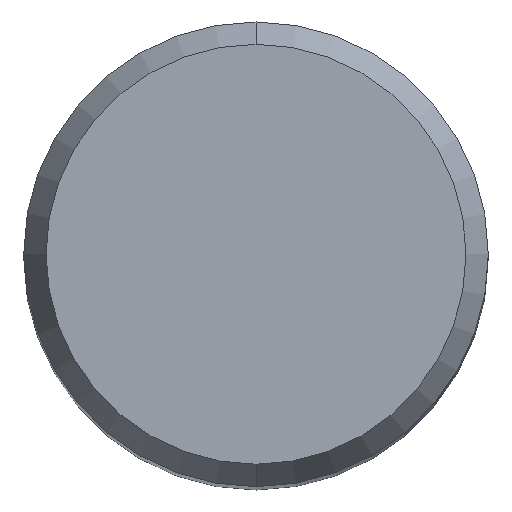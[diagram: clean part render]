
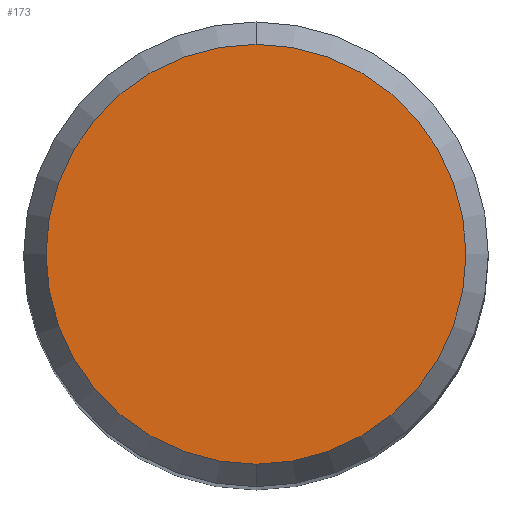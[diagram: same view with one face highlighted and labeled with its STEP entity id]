
A CAD part, top view. The second image highlights one B-rep face of the part: STEP entity #173.
In plain terms, the highlighted planar face has unit normal (0, 0, 1).
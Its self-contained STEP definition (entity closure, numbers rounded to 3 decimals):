
#103=EDGE_CURVE('',#165,#193,#256,.T.);
#131=EDGE_CURVE('',#193,#165,#288,.T.);
#165=VERTEX_POINT('',#327);
#173=ADVANCED_FACE('',(#335),#336,.T.);
#193=VERTEX_POINT('',#357);
#256=CIRCLE('',#417,4.304);
#288=CIRCLE('',#457,4.304);
#327=CARTESIAN_POINT('',(0.0,4.304,0.0));
#335=FACE_OUTER_BOUND('',#513,.T.);
#336=PLANE('',#514);
#357=CARTESIAN_POINT('',(0.,-4.304,0.0));
#417=AXIS2_PLACEMENT_3D('',#615,#616,#617);
#457=AXIS2_PLACEMENT_3D('',#663,#664,#665);
#513=EDGE_LOOP('',(#717,#718));
#514=AXIS2_PLACEMENT_3D('',#719,#720,#721);
#615=CARTESIAN_POINT('',(0.0,0.0,0.0));
#616=DIRECTION('',(0.0,0.0,-1.0));
#617=DIRECTION('',(0.0,1.0,0.0));
#663=CARTESIAN_POINT('',(0.0,0.0,0.0));
#664=DIRECTION('',(0.0,0.0,-1.0));
#665=DIRECTION('',(0.0,1.0,0.0));
#717=ORIENTED_EDGE('',*,*,#103,.F.);
#718=ORIENTED_EDGE('',*,*,#131,.F.);
#719=CARTESIAN_POINT('',(0.0,2.152,0.0));
#720=DIRECTION('',(-0.0,0.0,1.0));
#721=DIRECTION('',(0.0,-1.0,0.0));
